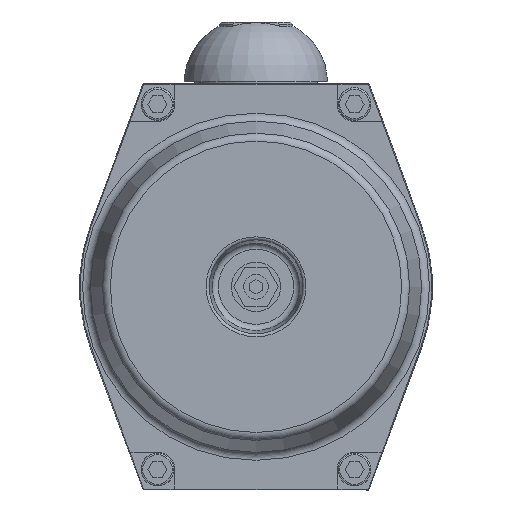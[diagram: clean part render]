
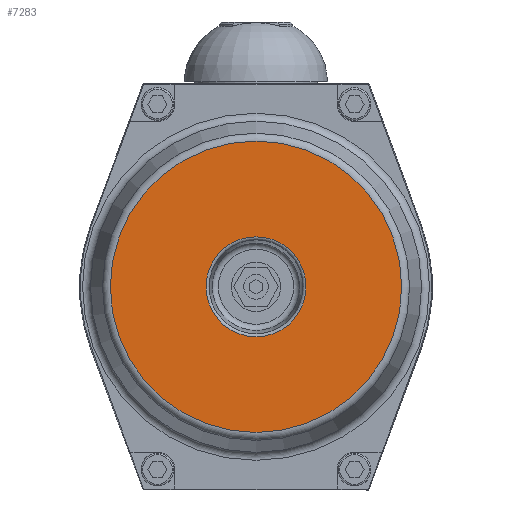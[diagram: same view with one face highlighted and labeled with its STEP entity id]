
A CAD part, left-side view. The second image highlights one B-rep face of the part: STEP entity #7283.
In plain terms, the highlighted planar face has unit normal (-1, 0, 0).
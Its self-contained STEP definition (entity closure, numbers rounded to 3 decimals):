
#207=PLANE('',#7720);
#470=CIRCLE('',#7686,70.975);
#476=CIRCLE('',#7721,24.347);
#1348=ORIENTED_EDGE('',*,*,#2222,.F.);
#1349=ORIENTED_EDGE('',*,*,#2280,.F.);
#2222=EDGE_CURVE('',#2793,#2793,#470,.T.);
#2280=EDGE_CURVE('',#2847,#2847,#476,.F.);
#2793=VERTEX_POINT('',#10295);
#2847=VERTEX_POINT('',#10436);
#4247=EDGE_LOOP('',(#1348));
#4248=EDGE_LOOP('',(#1349));
#4696=FACE_BOUND('',#4247,.T.);
#4697=FACE_BOUND('',#4248,.T.);
#7283=ADVANCED_FACE('',(#4696,#4697),#207,.F.);
#7686=AXIS2_PLACEMENT_3D('',#10294,#8655,#8656);
#7720=AXIS2_PLACEMENT_3D('',#10434,#8775,#8776);
#7721=AXIS2_PLACEMENT_3D('',#10435,#8777,#8778);
#8655=DIRECTION('',(1.,0.,0.));
#8656=DIRECTION('',(0.,0.,-1.));
#8775=DIRECTION('',(1.,0.,0.));
#8776=DIRECTION('',(0.,1.,0.));
#8777=DIRECTION('',(1.,0.,0.));
#8778=DIRECTION('',(0.,0.,-1.));
#10294=CARTESIAN_POINT('',(-189.5,0.,0.));
#10295=CARTESIAN_POINT('',(-189.5,0.,-70.975));
#10434=CARTESIAN_POINT('',(-189.5,48.5,0.));
#10435=CARTESIAN_POINT('',(-189.5,0.,0.));
#10436=CARTESIAN_POINT('',(-189.5,0.,-24.347));
